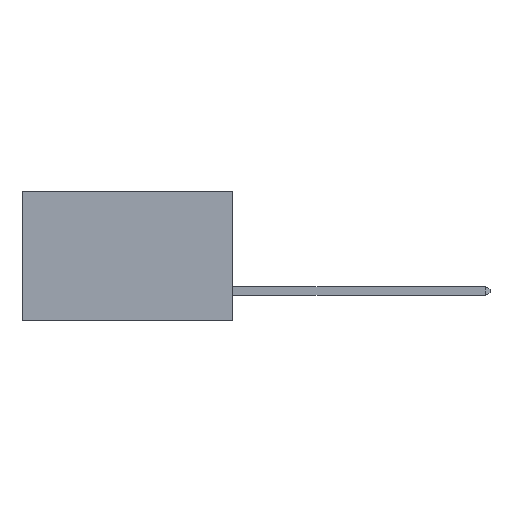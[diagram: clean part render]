
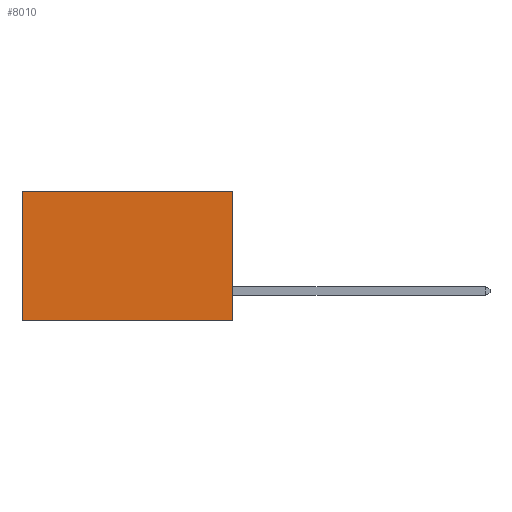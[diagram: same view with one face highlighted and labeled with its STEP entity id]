
A CAD part, left-side view. The second image highlights one B-rep face of the part: STEP entity #8010.
In plain terms, the highlighted planar face has unit normal (-1, 0, 0).
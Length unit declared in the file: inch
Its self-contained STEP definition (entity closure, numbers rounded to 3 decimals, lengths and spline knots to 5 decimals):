
#349 = VECTOR ( 'NONE', #9430, 39.37008 ) ;
#666 = LINE ( 'NONE', #9437, #349 ) ;
#909 = VERTEX_POINT ( 'NONE', #2373 ) ;
#1395 = ORIENTED_EDGE ( 'NONE', *, *, #2236, .T. ) ;
#1500 = LINE ( 'NONE', #7944, #9640 ) ;
#1615 = CARTESIAN_POINT ( 'NONE',  ( 0.2875, 0., 0. ) ) ;
#2002 = CARTESIAN_POINT ( 'NONE',  ( 0.2875, 0., 0. ) ) ;
#2014 = ORIENTED_EDGE ( 'NONE', *, *, #8558, .F. ) ;
#2236 = EDGE_CURVE ( 'NONE', #909, #7848, #9044, .T. ) ;
#2373 = CARTESIAN_POINT ( 'NONE',  ( 0.2875, 0., 0. ) ) ;
#2424 = VERTEX_POINT ( 'NONE', #10227 ) ;
#3159 = ORIENTED_EDGE ( 'NONE', *, *, #4765, .F. ) ;
#3456 = EDGE_CURVE ( 'NONE', #7848, #7430, #666, .T. ) ;
#3457 = DIRECTION ( 'NONE',  ( 1., 0., 0. ) ) ;
#4251 = DIRECTION ( 'NONE',  ( 0., 1., 0. ) ) ;
#4765 = EDGE_CURVE ( 'NONE', #2424, #7430, #1500, .T. ) ;
#5744 = DIRECTION ( 'NONE',  ( 0., 1., 0. ) ) ;
#6005 = CARTESIAN_POINT ( 'NONE',  ( 0.2875, 0., 0. ) ) ;
#6617 = VECTOR ( 'NONE', #7676, 39.37008 ) ;
#6750 = PLANE ( 'NONE',  #8137 ) ;
#6956 = EDGE_LOOP ( 'NONE', ( #7826, #3159, #2014, #1395 ) ) ;
#7430 = VERTEX_POINT ( 'NONE', #10134 ) ;
#7609 = FACE_OUTER_BOUND ( 'NONE', #6956, .T. ) ;
#7676 = DIRECTION ( 'NONE',  ( 0., 0., -1. ) ) ;
#7826 = ORIENTED_EDGE ( 'NONE', *, *, #3456, .T. ) ;
#7848 = VERTEX_POINT ( 'NONE', #9288 ) ;
#7944 = CARTESIAN_POINT ( 'NONE',  ( 0.2875, 0., -0.37 ) ) ;
#8010 = ADVANCED_FACE ( 'NONE', ( #7609 ), #6750, .F. ) ;
#8137 = AXIS2_PLACEMENT_3D ( 'NONE', #6005, #3457, #8939 ) ;
#8558 = EDGE_CURVE ( 'NONE', #909, #2424, #10316, .T. ) ;
#8643 = VECTOR ( 'NONE', #4251, 39.37008 ) ;
#8939 = DIRECTION ( 'NONE',  ( 0., 0., -1. ) ) ;
#9044 = LINE ( 'NONE', #1615, #8643 ) ;
#9288 = CARTESIAN_POINT ( 'NONE',  ( 0.2875, 0.6, 0. ) ) ;
#9430 = DIRECTION ( 'NONE',  ( 0., 0., -1. ) ) ;
#9437 = CARTESIAN_POINT ( 'NONE',  ( 0.2875, 0.6, 0. ) ) ;
#9640 = VECTOR ( 'NONE', #5744, 39.37008 ) ;
#10134 = CARTESIAN_POINT ( 'NONE',  ( 0.2875, 0.6, -0.37 ) ) ;
#10227 = CARTESIAN_POINT ( 'NONE',  ( 0.2875, 0., -0.37 ) ) ;
#10316 = LINE ( 'NONE', #2002, #6617 ) ;
